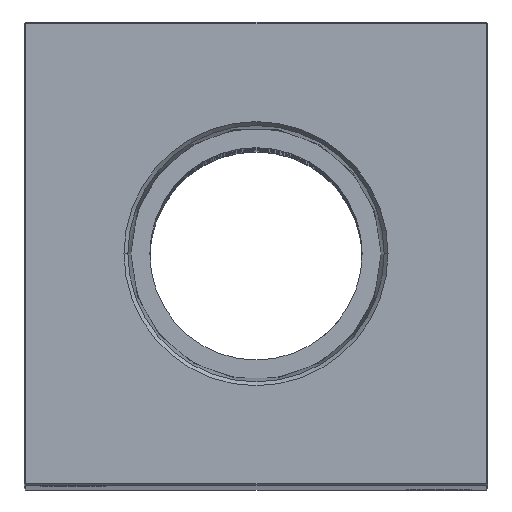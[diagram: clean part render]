
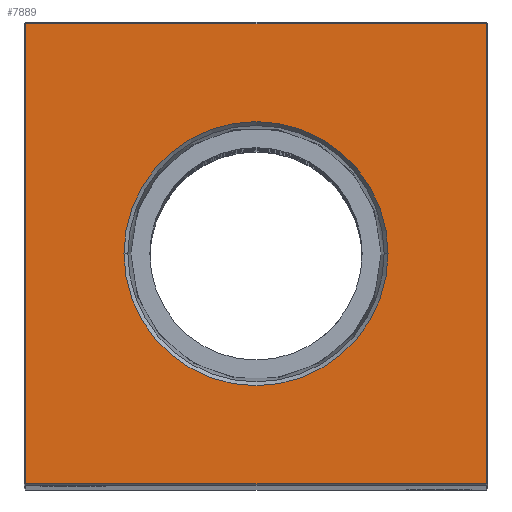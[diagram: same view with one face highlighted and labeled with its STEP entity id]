
A CAD part, top view. The second image highlights one B-rep face of the part: STEP entity #7889.
In plain terms, the highlighted planar face has unit normal (0, 0, 1).
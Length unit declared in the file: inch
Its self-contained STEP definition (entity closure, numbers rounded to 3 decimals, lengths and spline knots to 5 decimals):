
#415 = VERTEX_POINT ( 'NONE', #20041 ) ;
#1701 = CARTESIAN_POINT ( 'NONE',  ( 0., 0., 17.5 ) ) ;
#3062 = EDGE_CURVE ( 'NONE', #12427, #20067, #12634, .T. ) ;
#3258 = FACE_BOUND ( 'NONE', #20463, .T. ) ;
#4016 = AXIS2_PLACEMENT_3D ( 'NONE', #4925, #13370, #17794 ) ;
#4215 = CARTESIAN_POINT ( 'NONE',  ( 0., 0., 17.5 ) ) ;
#4417 = DIRECTION ( 'NONE',  ( 1., 0., 0. ) ) ;
#4729 = VECTOR ( 'NONE', #5602, 39.37008 ) ;
#4925 = CARTESIAN_POINT ( 'NONE',  ( 0., 0., 17.5 ) ) ;
#5602 = DIRECTION ( 'NONE',  ( -1., 0., 0. ) ) ;
#6403 = DIRECTION ( 'NONE',  ( 0., -1., 0. ) ) ;
#7050 = EDGE_CURVE ( 'NONE', #15660, #415, #7545, .T. ) ;
#7545 = LINE ( 'NONE', #17652, #18097 ) ;
#7755 = ORIENTED_EDGE ( 'NONE', *, *, #11221, .F. ) ;
#7889 = ADVANCED_FACE ( 'NONE', ( #21958, #3258 ), #26129, .F. ) ;
#8479 = EDGE_CURVE ( 'NONE', #20067, #15660, #16605, .T. ) ;
#8593 = CARTESIAN_POINT ( 'NONE',  ( -1.49, 1.49, 17.5 ) ) ;
#8708 = CIRCLE ( 'NONE', #12253, 0.85498 ) ;
#10410 = DIRECTION ( 'NONE',  ( 1., 0., 0. ) ) ;
#10684 = CARTESIAN_POINT ( 'NONE',  ( 0.85498, 0., 17.5 ) ) ;
#11221 = EDGE_CURVE ( 'NONE', #19419, #22507, #8708, .T. ) ;
#11562 = DIRECTION ( 'NONE',  ( 0., 1., 0. ) ) ;
#12047 = EDGE_LOOP ( 'NONE', ( #15470, #27081, #23504, #26628 ) ) ;
#12253 = AXIS2_PLACEMENT_3D ( 'NONE', #1701, #20398, #10410 ) ;
#12299 = CARTESIAN_POINT ( 'NONE',  ( 1.49, -1.49, 17.5 ) ) ;
#12427 = VERTEX_POINT ( 'NONE', #8593 ) ;
#12634 = LINE ( 'NONE', #21089, #17892 ) ;
#12802 = DIRECTION ( 'NONE',  ( 0., 0., 1. ) ) ;
#13370 = DIRECTION ( 'NONE',  ( 0., 0., -1. ) ) ;
#15470 = ORIENTED_EDGE ( 'NONE', *, *, #3062, .T. ) ;
#15660 = VERTEX_POINT ( 'NONE', #12299 ) ;
#16605 = LINE ( 'NONE', #19229, #16829 ) ;
#16829 = VECTOR ( 'NONE', #4417, 39.37008 ) ;
#17652 = CARTESIAN_POINT ( 'NONE',  ( 1.49, 0., 17.5 ) ) ;
#17794 = DIRECTION ( 'NONE',  ( -1., 0., 0. ) ) ;
#17892 = VECTOR ( 'NONE', #6403, 39.37008 ) ;
#17993 = AXIS2_PLACEMENT_3D ( 'NONE', #4215, #12802, #20985 ) ;
#18097 = VECTOR ( 'NONE', #11562, 39.37008 ) ;
#18172 = EDGE_CURVE ( 'NONE', #22507, #19419, #18893, .T. ) ;
#18893 = CIRCLE ( 'NONE', #17993, 0.85498 ) ;
#19229 = CARTESIAN_POINT ( 'NONE',  ( 0., -1.49, 17.5 ) ) ;
#19419 = VERTEX_POINT ( 'NONE', #19555 ) ;
#19555 = CARTESIAN_POINT ( 'NONE',  ( -0.85498, 0., 17.5 ) ) ;
#20041 = CARTESIAN_POINT ( 'NONE',  ( 1.49, 1.49, 17.5 ) ) ;
#20067 = VERTEX_POINT ( 'NONE', #23339 ) ;
#20398 = DIRECTION ( 'NONE',  ( 0., 0., 1. ) ) ;
#20463 = EDGE_LOOP ( 'NONE', ( #24495, #7755 ) ) ;
#20985 = DIRECTION ( 'NONE',  ( 1., 0., 0. ) ) ;
#21089 = CARTESIAN_POINT ( 'NONE',  ( -1.49, 0., 17.5 ) ) ;
#21927 = EDGE_CURVE ( 'NONE', #415, #12427, #26813, .T. ) ;
#21958 = FACE_OUTER_BOUND ( 'NONE', #12047, .T. ) ;
#22507 = VERTEX_POINT ( 'NONE', #10684 ) ;
#23339 = CARTESIAN_POINT ( 'NONE',  ( -1.49, -1.49, 17.5 ) ) ;
#23504 = ORIENTED_EDGE ( 'NONE', *, *, #7050, .T. ) ;
#23799 = CARTESIAN_POINT ( 'NONE',  ( 0., 1.49, 17.5 ) ) ;
#24495 = ORIENTED_EDGE ( 'NONE', *, *, #18172, .F. ) ;
#26129 = PLANE ( 'NONE',  #4016 ) ;
#26628 = ORIENTED_EDGE ( 'NONE', *, *, #21927, .T. ) ;
#26813 = LINE ( 'NONE', #23799, #4729 ) ;
#27081 = ORIENTED_EDGE ( 'NONE', *, *, #8479, .T. ) ;
